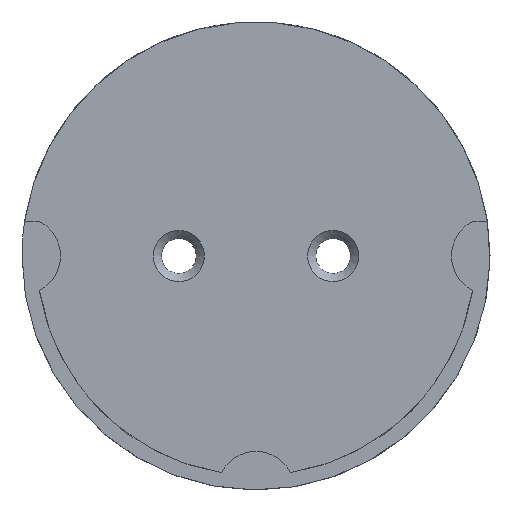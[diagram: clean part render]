
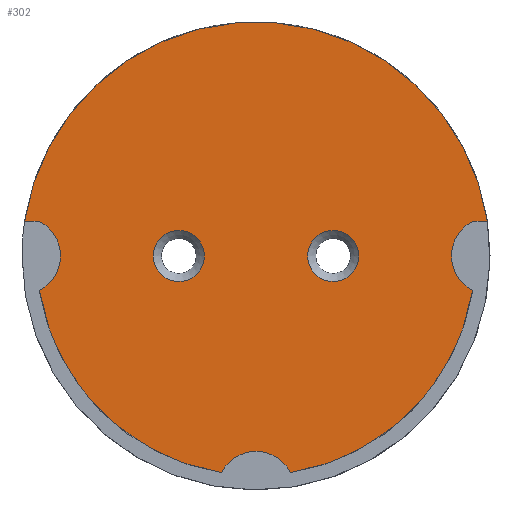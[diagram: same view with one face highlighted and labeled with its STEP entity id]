
A CAD part, top view. The second image highlights one B-rep face of the part: STEP entity #302.
In plain terms, the highlighted planar face has unit normal (0, 0, 1).
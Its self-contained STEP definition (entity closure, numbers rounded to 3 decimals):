
#19=FACE_BOUND('',#87,.T.);
#20=FACE_BOUND('',#88,.T.);
#30=CIRCLE('',#327,22.75);
#33=CIRCLE('',#331,24.25);
#35=CIRCLE('',#334,2.65);
#38=CIRCLE('',#339,2.65);
#69=FACE_OUTER_BOUND('',#86,.T.);
#86=EDGE_LOOP('',(#270,#271,#272,#273));
#87=EDGE_LOOP('',(#274));
#88=EDGE_LOOP('',(#275));
#96=LINE('',#474,#115);
#98=LINE('',#480,#117);
#115=VECTOR('',#369,10.);
#117=VECTOR('',#373,10.);
#131=VERTEX_POINT('',#466);
#134=VERTEX_POINT('',#472);
#135=VERTEX_POINT('',#476);
#137=VERTEX_POINT('',#479);
#150=VERTEX_POINT('',#514);
#153=VERTEX_POINT('',#524);
#160=EDGE_CURVE('',#134,#131,#96,.T.);
#162=EDGE_CURVE('',#135,#137,#98,.T.);
#175=EDGE_CURVE('',#135,#131,#30,.T.);
#179=EDGE_CURVE('',#137,#134,#33,.T.);
#181=EDGE_CURVE('',#150,#150,#35,.T.);
#186=EDGE_CURVE('',#153,#153,#38,.T.);
#270=ORIENTED_EDGE('',*,*,#175,.T.);
#271=ORIENTED_EDGE('',*,*,#160,.F.);
#272=ORIENTED_EDGE('',*,*,#179,.F.);
#273=ORIENTED_EDGE('',*,*,#162,.F.);
#274=ORIENTED_EDGE('',*,*,#181,.T.);
#275=ORIENTED_EDGE('',*,*,#186,.T.);
#285=PLANE('',#356);
#302=ADVANCED_FACE('',(#69,#19,#20),#285,.T.);
#327=AXIS2_PLACEMENT_3D('',#504,#393,#394);
#331=AXIS2_PLACEMENT_3D('',#511,#402,#403);
#334=AXIS2_PLACEMENT_3D('',#515,#408,#409);
#339=AXIS2_PLACEMENT_3D('',#525,#420,#421);
#356=AXIS2_PLACEMENT_3D('',#546,#456,#457);
#369=DIRECTION('',(-1.,0.,0.));
#373=DIRECTION('',(-1.,0.,0.));
#393=DIRECTION('center_axis',(0.,0.,1.));
#394=DIRECTION('ref_axis',(1.,0.,0.));
#402=DIRECTION('center_axis',(0.,0.,-1.));
#403=DIRECTION('ref_axis',(1.,0.,0.));
#408=DIRECTION('center_axis',(0.,0.,-1.));
#409=DIRECTION('ref_axis',(1.,0.,0.));
#420=DIRECTION('center_axis',(0.,0.,-1.));
#421=DIRECTION('ref_axis',(1.,0.,0.));
#456=DIRECTION('center_axis',(0.,0.,1.));
#457=DIRECTION('ref_axis',(1.,0.,0.));
#466=CARTESIAN_POINT('',(22.466,3.58,0.));
#472=CARTESIAN_POINT('',(23.984,3.58,0.));
#474=CARTESIAN_POINT('',(22.466,3.58,0.));
#476=CARTESIAN_POINT('',(-22.466,3.58,0.));
#479=CARTESIAN_POINT('',(-23.984,3.58,0.));
#480=CARTESIAN_POINT('',(22.466,3.58,0.));
#504=CARTESIAN_POINT('Origin',(0.,0.,0.));
#511=CARTESIAN_POINT('Origin',(0.,0.,0.));
#514=CARTESIAN_POINT('',(-10.65,0.,0.));
#515=CARTESIAN_POINT('Origin',(-8.,0.,0.));
#524=CARTESIAN_POINT('',(5.35,0.,0.));
#525=CARTESIAN_POINT('Origin',(8.,0.,0.));
#546=CARTESIAN_POINT('Origin',(0.,0.,0.));
